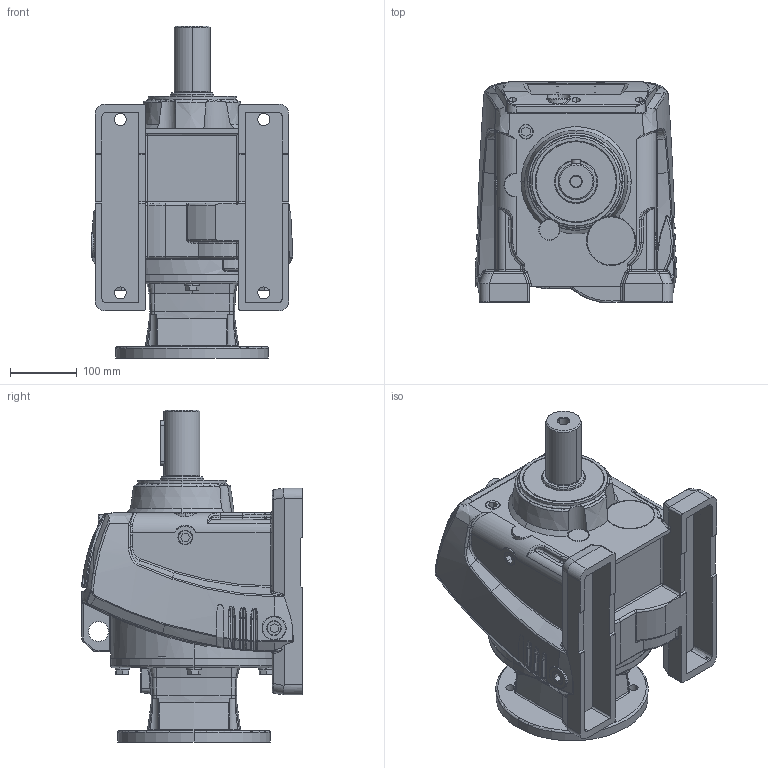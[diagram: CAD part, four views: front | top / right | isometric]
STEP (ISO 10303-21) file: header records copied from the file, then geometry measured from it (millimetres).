
FILE_DESCRIPTION (( 'STEP AP203' ), '1' );
FILE_NAME ('HGR-87-015-D.STEP', '2016-02-09T18:18:20', ( '' ), ( '' ), 'SwSTEP 2.0', 'SolidWorks 2015', '' );
FILE_SCHEMA (( 'CONFIG_CONTROL_DESIGN' ));
Products named in the file (1): HGR-87-015-D
Bounding box: 301.8 x 330 x 497.5 mm (x, y, z)
Volume: 18757063.7 mm3; surface area: 990971.5 mm2
Topology: 13 solids, 13 shells, 1385 faces, 3445 edges, 2111 vertices
Faces by surface type: bspline 565, plane 324, cylinder 302, cone 100, torus 66, sphere 28
Entity records: 95181 total; most frequent: CARTESIAN_POINT 67002, ORIENTED_EDGE 6830, DIRECTION 4387, EDGE_CURVE 3415, VERTEX_POINT 2111, AXIS2_PLACEMENT_3D 1707, B_SPLINE_CURVE_WITH_KNOTS 1500, EDGE_LOOP 1474
